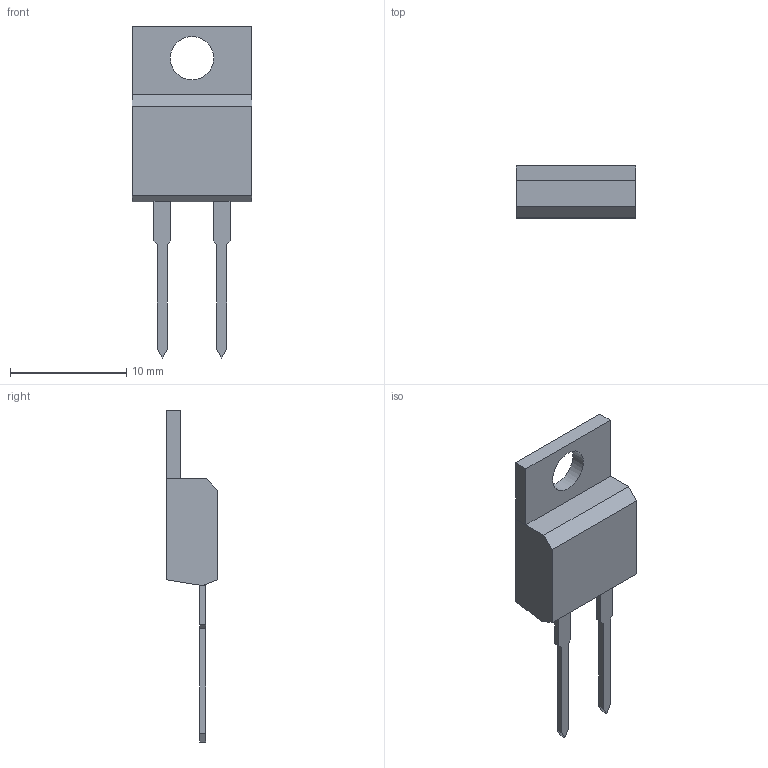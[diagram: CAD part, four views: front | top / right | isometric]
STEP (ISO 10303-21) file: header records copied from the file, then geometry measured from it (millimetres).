
FILE_DESCRIPTION(('FreeCAD Model'),'2;1');
FILE_NAME('TO-220-2_Vertical.step','2018-04-05T10:16:21',('kicad StepUp'),( 'ksu MCAD'),'Open CASCADE STEP processor 6.8','FreeCAD','Unknown');
FILE_SCHEMA(('AUTOMOTIVE_DESIGN_CC2 { 1 2 10303 214 -1 1 5 4 }'));
Length unit declared in the file: millimetre
Products named in the file (1): TO-220-2_Vertical
Bounding box: 10.25 x 4.46 x 28.52 mm (x, y, z)
Volume: 479.8 mm3; surface area: 553.7 mm2
Topology: 1 solids, 1 shells, 37 faces, 105 edges, 70 vertices
Faces by surface type: plane 36, cylinder 1
Full cylindrical faces by diameter (mm): 3.735 x1
Entity records: 883 total; most frequent: ORIENTED_EDGE 164, EDGE_CURVE 105, LINE 100, CARTESIAN_POINT 97, VERTEX_POINT 70, DIRECTION 54, AXIS2_PLACEMENT_3D 39, FACE_BOUND 39
